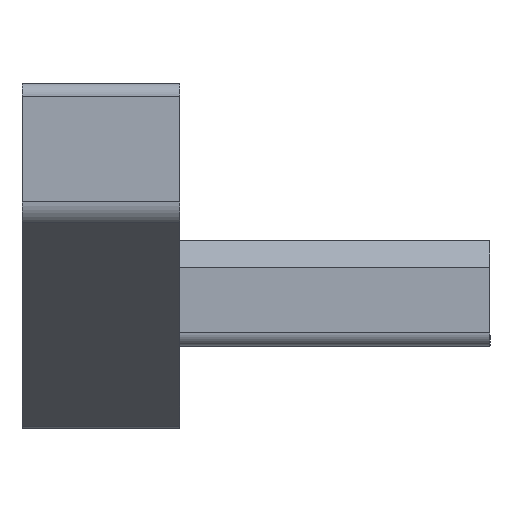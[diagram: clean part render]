
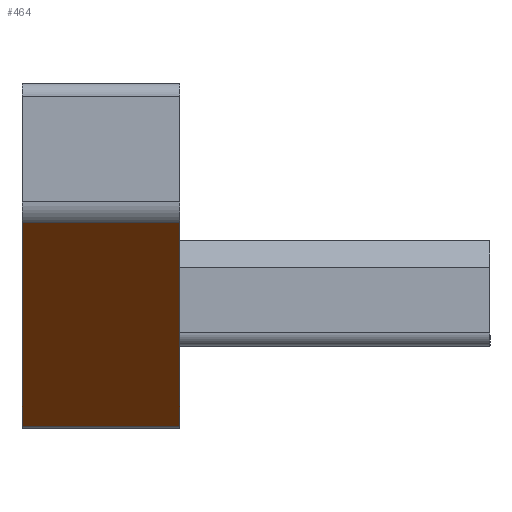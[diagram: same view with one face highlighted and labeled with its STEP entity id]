
A CAD part, left-side view. The second image highlights one B-rep face of the part: STEP entity #464.
In plain terms, the highlighted planar face has unit normal (-0.62, 0, -0.784).
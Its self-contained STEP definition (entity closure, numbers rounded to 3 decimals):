
#52 = VECTOR ( 'NONE', #130, 1000. ) ;
#103 = EDGE_CURVE ( 'NONE', #836, #1078, #405, .T. ) ;
#124 = EDGE_LOOP ( 'NONE', ( #396, #1422, #1172, #1094 ) ) ;
#130 = DIRECTION ( 'NONE',  ( -0.784, 0., 0.62 ) ) ;
#148 = PLANE ( 'NONE',  #199 ) ;
#199 = AXIS2_PLACEMENT_3D ( 'NONE', #393, #383, #1362 ) ;
#203 = CARTESIAN_POINT ( 'NONE',  ( -26.536, 3., 26.368 ) ) ;
#231 = VECTOR ( 'NONE', #661, 1000. ) ;
#274 = LINE ( 'NONE', #421, #231 ) ;
#328 = DIRECTION ( 'NONE',  ( 0., -1., 0. ) ) ;
#356 = EDGE_CURVE ( 'NONE', #836, #725, #1490, .T. ) ;
#377 = EDGE_CURVE ( 'NONE', #1078, #1108, #724, .T. ) ;
#383 = DIRECTION ( 'NONE',  ( 0.62, 0., 0.784 ) ) ;
#393 = CARTESIAN_POINT ( 'NONE',  ( -26.536, 3., 26.368 ) ) ;
#396 = ORIENTED_EDGE ( 'NONE', *, *, #356, .F. ) ;
#405 = LINE ( 'NONE', #605, #579 ) ;
#418 = CARTESIAN_POINT ( 'NONE',  ( -26.346, 3., 26.217 ) ) ;
#421 = CARTESIAN_POINT ( 'NONE',  ( -26.346, 3., 26.217 ) ) ;
#464 = ADVANCED_FACE ( 'NONE', ( #647 ), #148, .F. ) ;
#472 = VECTOR ( 'NONE', #1749, 1000. ) ;
#579 = VECTOR ( 'NONE', #328, 1000. ) ;
#605 = CARTESIAN_POINT ( 'NONE',  ( -21.448, 3., 22.346 ) ) ;
#647 = FACE_OUTER_BOUND ( 'NONE', #124, .T. ) ;
#661 = DIRECTION ( 'NONE',  ( 0., 1., 0. ) ) ;
#724 = LINE ( 'NONE', #1507, #52 ) ;
#725 = VERTEX_POINT ( 'NONE', #418 ) ;
#730 = EDGE_CURVE ( 'NONE', #1108, #725, #274, .T. ) ;
#836 = VERTEX_POINT ( 'NONE', #998 ) ;
#919 = CARTESIAN_POINT ( 'NONE',  ( -21.448, 0., 22.346 ) ) ;
#998 = CARTESIAN_POINT ( 'NONE',  ( -21.448, 3., 22.346 ) ) ;
#1078 = VERTEX_POINT ( 'NONE', #919 ) ;
#1094 = ORIENTED_EDGE ( 'NONE', *, *, #730, .T. ) ;
#1108 = VERTEX_POINT ( 'NONE', #1744 ) ;
#1172 = ORIENTED_EDGE ( 'NONE', *, *, #377, .T. ) ;
#1362 = DIRECTION ( 'NONE',  ( 0.784, 0., -0.62 ) ) ;
#1422 = ORIENTED_EDGE ( 'NONE', *, *, #103, .T. ) ;
#1490 = LINE ( 'NONE', #203, #472 ) ;
#1507 = CARTESIAN_POINT ( 'NONE',  ( -26.536, 0., 26.368 ) ) ;
#1744 = CARTESIAN_POINT ( 'NONE',  ( -26.346, 0., 26.217 ) ) ;
#1749 = DIRECTION ( 'NONE',  ( -0.784, 0., 0.62 ) ) ;
